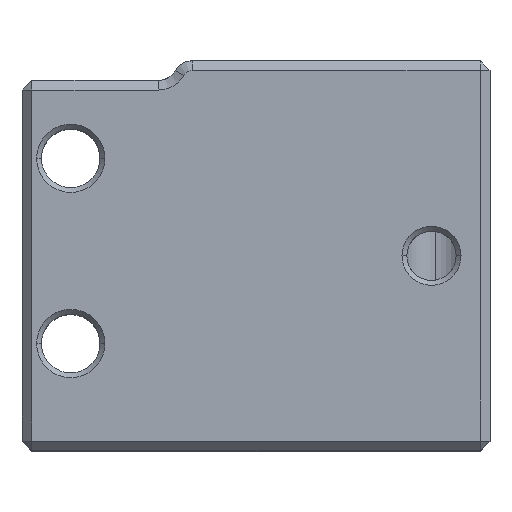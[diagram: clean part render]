
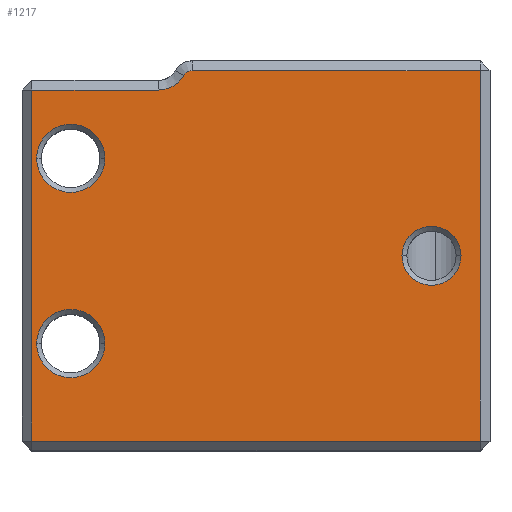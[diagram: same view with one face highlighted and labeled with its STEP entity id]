
A CAD part, top view. The second image highlights one B-rep face of the part: STEP entity #1217.
In plain terms, the highlighted planar face has unit normal (0, 0, 1).
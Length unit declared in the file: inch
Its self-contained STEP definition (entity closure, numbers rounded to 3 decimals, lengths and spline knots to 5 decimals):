
#2 = CARTESIAN_POINT ( 'NONE',  ( 0.27559, 0.72835, 0.45276 ) ) ;
#31 = VERTEX_POINT ( 'NONE', #1992 ) ;
#37 = EDGE_CURVE ( 'NONE', #590, #203, #2252, .T. ) ;
#122 = CARTESIAN_POINT ( 'NONE',  ( 0.34378, 0.76772, 0.45276 ) ) ;
#134 = CARTESIAN_POINT ( 'NONE',  ( 0.01969, 0., 0.45276 ) ) ;
#140 = CARTESIAN_POINT ( 'NONE',  ( 0.76715, 0.3937, 0.45276 ) ) ;
#144 = VERTEX_POINT ( 'NONE', #1884 ) ;
#145 = DIRECTION ( 'NONE',  ( 0., -1., 0. ) ) ;
#162 = LINE ( 'NONE', #134, #1241 ) ;
#170 = DIRECTION ( 'NONE',  ( 0., 0., -1. ) ) ;
#182 = FACE_BOUND ( 'NONE', #2009, .T. ) ;
#203 = VERTEX_POINT ( 'NONE', #1297 ) ;
#232 = VERTEX_POINT ( 'NONE', #122 ) ;
#259 = CARTESIAN_POINT ( 'NONE',  ( 0.82677, 0.3937, 0.45276 ) ) ;
#288 = CARTESIAN_POINT ( 'NONE',  ( 0.9252, 0.7874, 0.45276 ) ) ;
#319 = CARTESIAN_POINT ( 'NONE',  ( 0.16732, 0.59055, 0.45276 ) ) ;
#323 = PLANE ( 'NONE',  #2271 ) ;
#330 = ORIENTED_EDGE ( 'NONE', *, *, #1196, .T. ) ;
#334 = CARTESIAN_POINT ( 'NONE',  ( 0.9252, 0.01969, 0.45276 ) ) ;
#347 = DIRECTION ( 'NONE',  ( 1., 0., 0. ) ) ;
#356 = AXIS2_PLACEMENT_3D ( 'NONE', #1601, #774, #598 ) ;
#372 = DIRECTION ( 'NONE',  ( -1., 0., 0. ) ) ;
#375 = ORIENTED_EDGE ( 'NONE', *, *, #1364, .T. ) ;
#381 = CARTESIAN_POINT ( 'NONE',  ( 0.16732, 0.21654, 0.45276 ) ) ;
#405 = CIRCLE ( 'NONE', #2435, 0.05963 ) ;
#436 = CIRCLE ( 'NONE', #2062, 0.0689 ) ;
#443 = CARTESIAN_POINT ( 'NONE',  ( 0.8864, 0.3937, 0.45276 ) ) ;
#507 = VECTOR ( 'NONE', #1617, 39.37008 ) ;
#519 = DIRECTION ( 'NONE',  ( 0., 0., 1. ) ) ;
#552 = AXIS2_PLACEMENT_3D ( 'NONE', #1108, #1907, #347 ) ;
#554 = VECTOR ( 'NONE', #1630, 39.37008 ) ;
#577 = DIRECTION ( 'NONE',  ( 1., 0., 0. ) ) ;
#590 = VERTEX_POINT ( 'NONE', #334 ) ;
#598 = DIRECTION ( 'NONE',  ( 1., 0., 0. ) ) ;
#633 = EDGE_CURVE ( 'NONE', #232, #2095, #2101, .T. ) ;
#644 = VERTEX_POINT ( 'NONE', #319 ) ;
#659 = CIRCLE ( 'NONE', #552, 0.05906 ) ;
#679 = CARTESIAN_POINT ( 'NONE',  ( 0.01969, 0.72835, 0.45276 ) ) ;
#692 = VERTEX_POINT ( 'NONE', #443 ) ;
#696 = ORIENTED_EDGE ( 'NONE', *, *, #2314, .T. ) ;
#757 = EDGE_CURVE ( 'NONE', #144, #644, #1436, .T. ) ;
#774 = DIRECTION ( 'NONE',  ( 0., 0., -1. ) ) ;
#798 = CARTESIAN_POINT ( 'NONE',  ( 0.09843, 0.21654, 0.45276 ) ) ;
#893 = EDGE_LOOP ( 'NONE', ( #2255, #1298, #1917, #2272, #915, #2299, #2245 ) ) ;
#915 = ORIENTED_EDGE ( 'NONE', *, *, #2424, .T. ) ;
#919 = ORIENTED_EDGE ( 'NONE', *, *, #1743, .T. ) ;
#927 = FACE_OUTER_BOUND ( 'NONE', #893, .T. ) ;
#958 = DIRECTION ( 'NONE',  ( 0., 0., -1. ) ) ;
#965 = LINE ( 'NONE', #2, #2515 ) ;
#976 = EDGE_CURVE ( 'NONE', #1795, #1226, #162, .T. ) ;
#979 = EDGE_CURVE ( 'NONE', #644, #144, #2140, .T. ) ;
#1050 = CARTESIAN_POINT ( 'NONE',  ( 0.27559, 0.72835, 0.45276 ) ) ;
#1058 = ORIENTED_EDGE ( 'NONE', *, *, #979, .T. ) ;
#1098 = DIRECTION ( 'NONE',  ( 0., 0., 1. ) ) ;
#1108 = CARTESIAN_POINT ( 'NONE',  ( 0.27559, 0.7874, 0.45276 ) ) ;
#1151 = DIRECTION ( 'NONE',  ( 0., 0., -1. ) ) ;
#1180 = EDGE_CURVE ( 'NONE', #2095, #1662, #659, .T. ) ;
#1196 = EDGE_CURVE ( 'NONE', #31, #1980, #436, .T. ) ;
#1216 = DIRECTION ( 'NONE',  ( 0., 0., -1. ) ) ;
#1217 = ADVANCED_FACE ( 'NONE', ( #927, #1296, #1284, #182 ), #323, .T. ) ;
#1226 = VERTEX_POINT ( 'NONE', #1714 ) ;
#1230 = DIRECTION ( 'NONE',  ( 1., 0., 0. ) ) ;
#1239 = AXIS2_PLACEMENT_3D ( 'NONE', #1497, #519, #1853 ) ;
#1241 = VECTOR ( 'NONE', #145, 39.37008 ) ;
#1263 = VERTEX_POINT ( 'NONE', #140 ) ;
#1284 = FACE_BOUND ( 'NONE', #2214, .T. ) ;
#1296 = FACE_BOUND ( 'NONE', #1658, .T. ) ;
#1297 = CARTESIAN_POINT ( 'NONE',  ( 0.9252, 0.76772, 0.45276 ) ) ;
#1298 = ORIENTED_EDGE ( 'NONE', *, *, #976, .T. ) ;
#1334 = CARTESIAN_POINT ( 'NONE',  ( 0.09843, 0.21654, 0.45276 ) ) ;
#1364 = EDGE_CURVE ( 'NONE', #1980, #31, #1568, .T. ) ;
#1436 = CIRCLE ( 'NONE', #356, 0.0689 ) ;
#1486 = EDGE_CURVE ( 'NONE', #1226, #590, #1789, .T. ) ;
#1497 = CARTESIAN_POINT ( 'NONE',  ( 0.34378, 0.74803, 0.45276 ) ) ;
#1522 = DIRECTION ( 'NONE',  ( 1., 0., 0. ) ) ;
#1555 = DIRECTION ( 'NONE',  ( -1., 0., 0. ) ) ;
#1568 = CIRCLE ( 'NONE', #2065, 0.0689 ) ;
#1601 = CARTESIAN_POINT ( 'NONE',  ( 0.09843, 0.59055, 0.45276 ) ) ;
#1617 = DIRECTION ( 'NONE',  ( 0., 1., 0. ) ) ;
#1630 = DIRECTION ( 'NONE',  ( 1., 0., 0. ) ) ;
#1658 = EDGE_LOOP ( 'NONE', ( #375, #330 ) ) ;
#1662 = VERTEX_POINT ( 'NONE', #1050 ) ;
#1714 = CARTESIAN_POINT ( 'NONE',  ( 0.01969, 0.01969, 0.45276 ) ) ;
#1743 = EDGE_CURVE ( 'NONE', #1263, #692, #1903, .T. ) ;
#1780 = VECTOR ( 'NONE', #372, 39.37008 ) ;
#1789 = LINE ( 'NONE', #2202, #554 ) ;
#1794 = DIRECTION ( 'NONE',  ( 1., 0., 0. ) ) ;
#1795 = VERTEX_POINT ( 'NONE', #679 ) ;
#1814 = CARTESIAN_POINT ( 'NONE',  ( 0.82677, 0.3937, 0.45276 ) ) ;
#1853 = DIRECTION ( 'NONE',  ( 1., 0., 0. ) ) ;
#1858 = CARTESIAN_POINT ( 'NONE',  ( 0.32673, 0.75787, 0.45276 ) ) ;
#1884 = CARTESIAN_POINT ( 'NONE',  ( 0.02953, 0.59055, 0.45276 ) ) ;
#1903 = CIRCLE ( 'NONE', #2474, 0.05963 ) ;
#1907 = DIRECTION ( 'NONE',  ( 0., 0., -1. ) ) ;
#1917 = ORIENTED_EDGE ( 'NONE', *, *, #1486, .T. ) ;
#1980 = VERTEX_POINT ( 'NONE', #381 ) ;
#1986 = DIRECTION ( 'NONE',  ( 1., 0., 0. ) ) ;
#1992 = CARTESIAN_POINT ( 'NONE',  ( 0.02953, 0.21654, 0.45276 ) ) ;
#1996 = DIRECTION ( 'NONE',  ( 0., 0., -1. ) ) ;
#2009 = EDGE_LOOP ( 'NONE', ( #1058, #2166 ) ) ;
#2062 = AXIS2_PLACEMENT_3D ( 'NONE', #1334, #170, #1522 ) ;
#2065 = AXIS2_PLACEMENT_3D ( 'NONE', #798, #1151, #577 ) ;
#2067 = CARTESIAN_POINT ( 'NONE',  ( 0.27559, 0.7874, 0.45276 ) ) ;
#2095 = VERTEX_POINT ( 'NONE', #1858 ) ;
#2101 = CIRCLE ( 'NONE', #1239, 0.01969 ) ;
#2140 = CIRCLE ( 'NONE', #2425, 0.0689 ) ;
#2166 = ORIENTED_EDGE ( 'NONE', *, *, #757, .T. ) ;
#2202 = CARTESIAN_POINT ( 'NONE',  ( 0.94488, 0.01969, 0.45276 ) ) ;
#2214 = EDGE_LOOP ( 'NONE', ( #696, #919 ) ) ;
#2230 = EDGE_CURVE ( 'NONE', #1662, #1795, #965, .T. ) ;
#2245 = ORIENTED_EDGE ( 'NONE', *, *, #1180, .T. ) ;
#2252 = LINE ( 'NONE', #288, #507 ) ;
#2255 = ORIENTED_EDGE ( 'NONE', *, *, #2230, .T. ) ;
#2256 = DIRECTION ( 'NONE',  ( 1., 0., 0. ) ) ;
#2271 = AXIS2_PLACEMENT_3D ( 'NONE', #2067, #1098, #2256 ) ;
#2272 = ORIENTED_EDGE ( 'NONE', *, *, #37, .T. ) ;
#2299 = ORIENTED_EDGE ( 'NONE', *, *, #633, .T. ) ;
#2314 = EDGE_CURVE ( 'NONE', #692, #1263, #405, .T. ) ;
#2339 = LINE ( 'NONE', #2518, #1780 ) ;
#2350 = CARTESIAN_POINT ( 'NONE',  ( 0.09843, 0.59055, 0.45276 ) ) ;
#2424 = EDGE_CURVE ( 'NONE', #203, #232, #2339, .T. ) ;
#2425 = AXIS2_PLACEMENT_3D ( 'NONE', #2350, #958, #1986 ) ;
#2435 = AXIS2_PLACEMENT_3D ( 'NONE', #1814, #1996, #1230 ) ;
#2474 = AXIS2_PLACEMENT_3D ( 'NONE', #259, #1216, #1794 ) ;
#2515 = VECTOR ( 'NONE', #1555, 39.37008 ) ;
#2518 = CARTESIAN_POINT ( 'NONE',  ( 0.27559, 0.76772, 0.45276 ) ) ;
